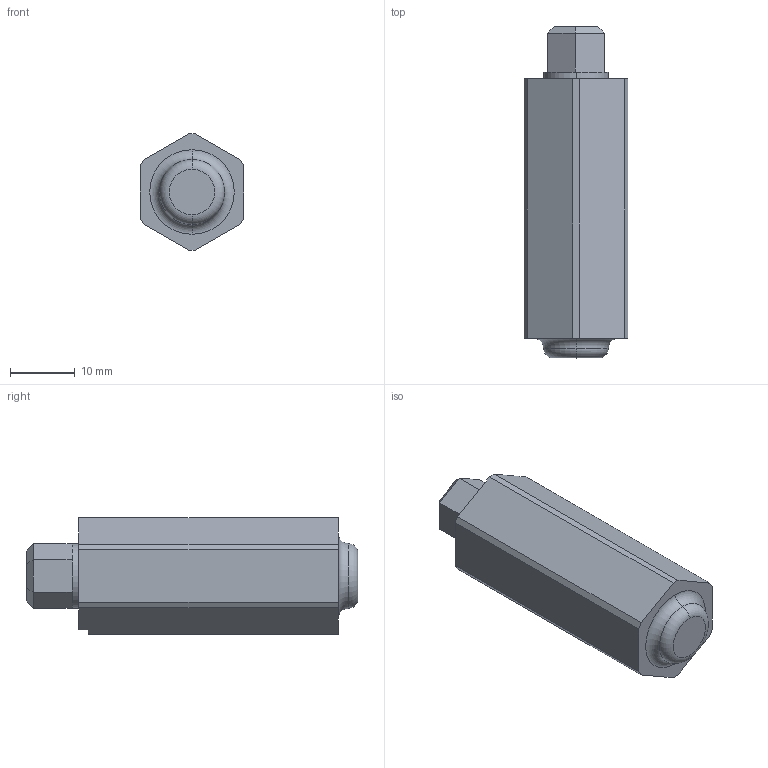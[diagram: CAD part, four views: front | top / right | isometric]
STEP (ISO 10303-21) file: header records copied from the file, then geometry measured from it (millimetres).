
FILE_DESCRIPTION (( 'STEP AP203' ), '1' );
FILE_NAME ('sone3D.STEP', '2014-03-06T02:21:03', ( '' ), ( '' ), 'SwSTEP 2.0', 'SolidWorks 2012', '' );
FILE_SCHEMA (( 'CONFIG_CONTROL_DESIGN' ));
Length unit declared in the file: millimetre
Products named in the file (3): B-879-1-L-20K僴僂僕儞僌_; B-879-1-L-20K僔儍僼僩_; sone3D
Assembly tree (2 placements, depth 2):
  sone3D
    B-879-1-L-20K僴僂僕儞僌_
    B-879-1-L-20K僔儍僼僩_
Bounding box: 16 x 51.1 x 17.88 mm (x, y, z)
Volume: 9585.7 mm3; surface area: 3556.5 mm2
Topology: 2 solids, 2 shells, 53 faces, 118 edges, 72 vertices
Faces by surface type: plane 45, cylinder 4, torus 4
Entity records: 1741 total; most frequent: DIRECTION 258, CARTESIAN_POINT 248, ORIENTED_EDGE 236, EDGE_CURVE 118, VECTOR 94, LINE 94, AXIS2_PLACEMENT_3D 82, VERTEX_POINT 72
